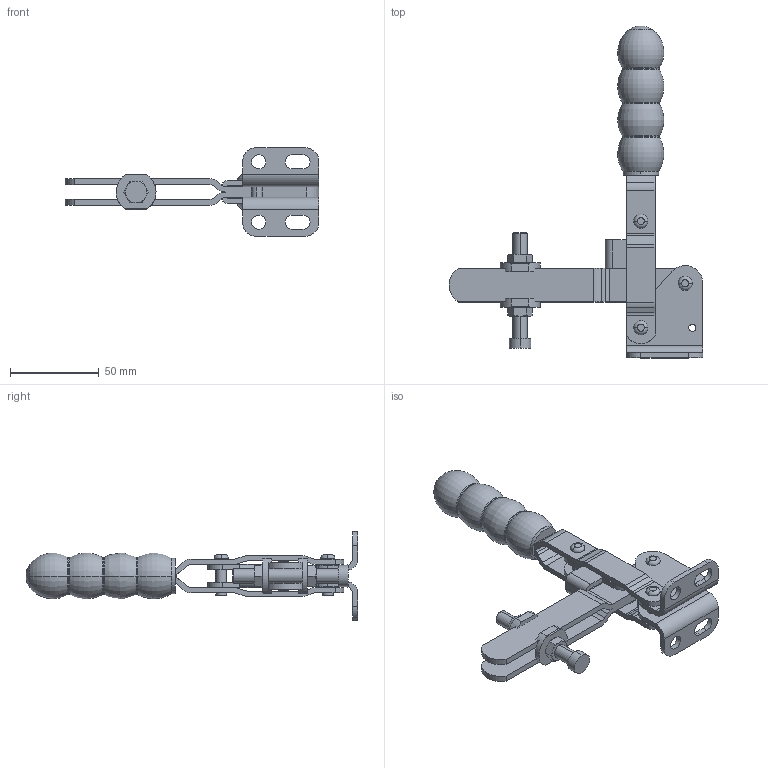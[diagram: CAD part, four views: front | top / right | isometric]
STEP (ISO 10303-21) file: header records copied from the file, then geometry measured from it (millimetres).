
FILE_DESCRIPTION( ( '' ), '1' );
FILE_NAME( 'v300_2b_2_14a.stp', '2008-04-07T08:11:55', ( '' ), ( '' ), ' ', ' ', ' ' );
FILE_SCHEMA( ( 'automotive_design' ) );
Length unit declared in the file: millimetre
Products named in the file (8): 1; 2; 3; 4; 5; 6; 7; 8
Bounding box: 143 x 186.94 x 50 mm (x, y, z)
Volume: 90910.3 mm3; surface area: 46394.1 mm2
Topology: 8 solids, 8 shells, 310 faces, 795 edges, 516 vertices
Faces by surface type: cylinder 130, plane 117, cone 34, torus 28, sphere 1
Entity records: 18873 total; most frequent: CARTESIAN_POINT 1885, DIRECTION 1729, STYLED_ITEM 1629, PRESENTATION_STYLE_ASSIGNMENT 1629, COLOUR_RGB 1629, ORIENTED_EDGE 1590, EDGE_CURVE 795, CURVE_STYLE 795
